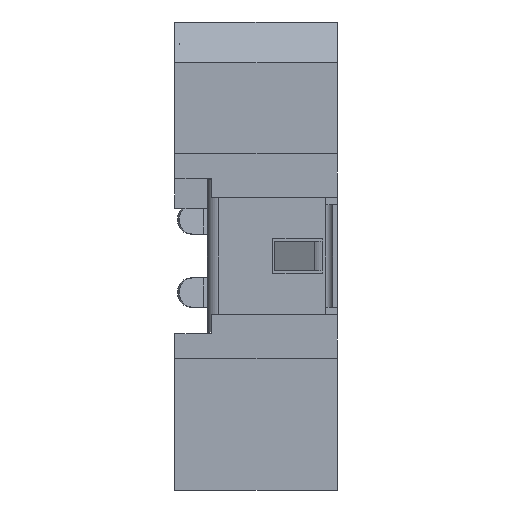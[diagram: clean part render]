
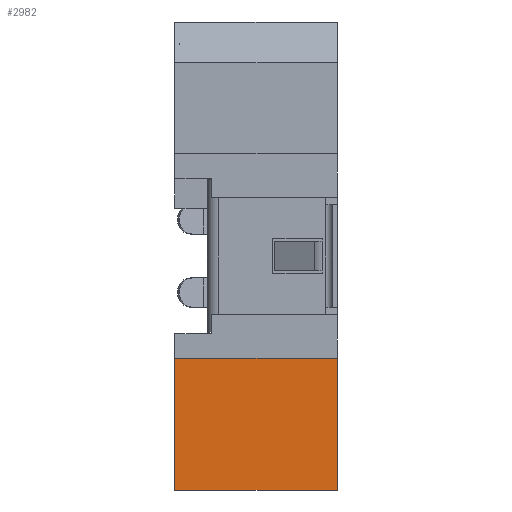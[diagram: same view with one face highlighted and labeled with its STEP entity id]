
A CAD part, left-side view. The second image highlights one B-rep face of the part: STEP entity #2982.
In plain terms, the highlighted planar face has unit normal (-1, 0, 0).
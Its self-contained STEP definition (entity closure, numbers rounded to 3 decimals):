
#211 = CARTESIAN_POINT ( 'NONE',  ( -11.05, 5.55, -8. ) ) ;
#387 = FACE_OUTER_BOUND ( 'NONE', #8483, .T. ) ;
#452 = VERTEX_POINT ( 'NONE', #5590 ) ;
#551 = VERTEX_POINT ( 'NONE', #633 ) ;
#609 = LINE ( 'NONE', #1230, #4958 ) ;
#633 = CARTESIAN_POINT ( 'NONE',  ( -11.05, 0., -8. ) ) ;
#1018 = VECTOR ( 'NONE', #3815, 1000. ) ;
#1124 = DIRECTION ( 'NONE',  ( 0., 0., 1. ) ) ;
#1140 = VERTEX_POINT ( 'NONE', #1362 ) ;
#1220 = DIRECTION ( 'NONE',  ( 0., -1., 0. ) ) ;
#1230 = CARTESIAN_POINT ( 'NONE',  ( -11.05, 0., -3.5 ) ) ;
#1362 = CARTESIAN_POINT ( 'NONE',  ( -11.05, 5.55, -3.5 ) ) ;
#1702 = VECTOR ( 'NONE', #1220, 1000. ) ;
#2103 = PLANE ( 'NONE',  #7931 ) ;
#2662 = DIRECTION ( 'NONE',  ( 0., 0., 1. ) ) ;
#2748 = CARTESIAN_POINT ( 'NONE',  ( -11.05, 5.55, -3.5 ) ) ;
#2898 = EDGE_CURVE ( 'NONE', #551, #452, #609, .T. ) ;
#2982 = ADVANCED_FACE ( 'NONE', ( #387 ), #2103, .F. ) ;
#3344 = ORIENTED_EDGE ( 'NONE', *, *, #9065, .F. ) ;
#3566 = DIRECTION ( 'NONE',  ( 1., 0., 0. ) ) ;
#3815 = DIRECTION ( 'NONE',  ( 0., -1., 0. ) ) ;
#4855 = EDGE_CURVE ( 'NONE', #9256, #551, #6495, .T. ) ;
#4958 = VECTOR ( 'NONE', #2662, 1000. ) ;
#5478 = CARTESIAN_POINT ( 'NONE',  ( -11.05, 5.55, -3.5 ) ) ;
#5590 = CARTESIAN_POINT ( 'NONE',  ( -11.05, 0., -3.5 ) ) ;
#5771 = CARTESIAN_POINT ( 'NONE',  ( -11.05, 5.55, -3.5 ) ) ;
#6414 = VECTOR ( 'NONE', #1124, 1000. ) ;
#6495 = LINE ( 'NONE', #211, #1018 ) ;
#6500 = CARTESIAN_POINT ( 'NONE',  ( -11.05, 5.55, -8. ) ) ;
#6640 = LINE ( 'NONE', #5478, #6414 ) ;
#6771 = ORIENTED_EDGE ( 'NONE', *, *, #2898, .T. ) ;
#7893 = EDGE_CURVE ( 'NONE', #9256, #1140, #6640, .T. ) ;
#7931 = AXIS2_PLACEMENT_3D ( 'NONE', #5771, #3566, #9398 ) ;
#8272 = ORIENTED_EDGE ( 'NONE', *, *, #4855, .T. ) ;
#8483 = EDGE_LOOP ( 'NONE', ( #6771, #3344, #8564, #8272 ) ) ;
#8564 = ORIENTED_EDGE ( 'NONE', *, *, #7893, .F. ) ;
#9065 = EDGE_CURVE ( 'NONE', #1140, #452, #9337, .T. ) ;
#9256 = VERTEX_POINT ( 'NONE', #6500 ) ;
#9337 = LINE ( 'NONE', #2748, #1702 ) ;
#9398 = DIRECTION ( 'NONE',  ( 0., 0., -1. ) ) ;
